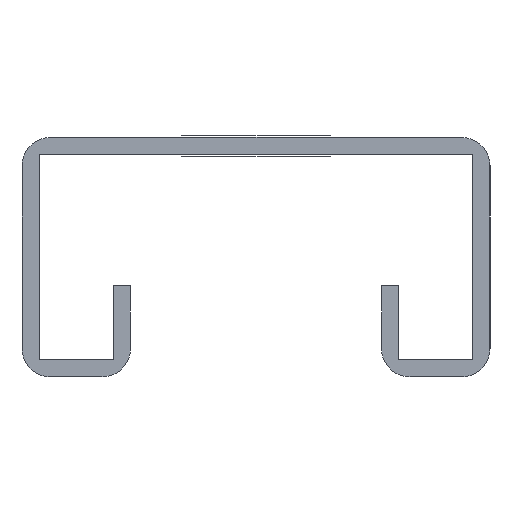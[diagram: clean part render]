
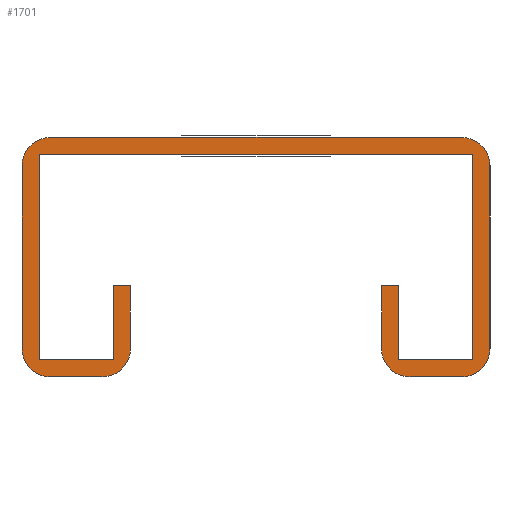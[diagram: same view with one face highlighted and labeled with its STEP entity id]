
A CAD part, left-side view. The second image highlights one B-rep face of the part: STEP entity #1701.
In plain terms, the highlighted planar face has unit normal (-1, 0, 0).
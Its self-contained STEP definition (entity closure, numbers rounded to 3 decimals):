
#125=FACE_OUTER_BOUND('',#177,.T.);
#177=EDGE_LOOP('',(#1374,#1375,#1376,#1377,#1378,#1379,#1380,#1381,#1382,
#1383,#1384,#1385,#1386,#1387,#1388,#1389,#1390,#1391,#1392,#1393,#1394,
#1395));
#227=LINE('',#2370,#449);
#230=LINE('',#2375,#452);
#232=LINE('',#2379,#454);
#234=LINE('',#2383,#456);
#236=LINE('',#2387,#458);
#238=LINE('',#2391,#460);
#240=LINE('',#2395,#462);
#243=LINE('',#2403,#465);
#246=LINE('',#2411,#468);
#250=LINE('',#2421,#472);
#253=LINE('',#2429,#475);
#255=LINE('',#2433,#477);
#257=LINE('',#2437,#479);
#258=LINE('',#2439,#480);
#259=LINE('',#2444,#481);
#260=LINE('',#2447,#482);
#449=VECTOR('',#1891,1.);
#452=VECTOR('',#1896,1.);
#454=VECTOR('',#1900,1.);
#456=VECTOR('',#1904,1.);
#458=VECTOR('',#1908,1.);
#460=VECTOR('',#1912,1.);
#462=VECTOR('',#1916,1.);
#465=VECTOR('',#1925,1.);
#468=VECTOR('',#1934,1.);
#472=VECTOR('',#1944,1.);
#475=VECTOR('',#1953,1.);
#477=VECTOR('',#1957,1.);
#479=VECTOR('',#1961,1.);
#480=VECTOR('',#1964,1.);
#481=VECTOR('',#1969,1.);
#482=VECTOR('',#1972,1.);
#660=CIRCLE('',#1751,2.5);
#661=CIRCLE('',#1754,2.5);
#662=CIRCLE('',#1757,2.5);
#663=CIRCLE('',#1760,2.5);
#664=CIRCLE('',#1766,2.5);
#665=CIRCLE('',#1767,2.5);
#744=VERTEX_POINT('',#2367);
#745=VERTEX_POINT('',#2369);
#746=VERTEX_POINT('',#2373);
#747=VERTEX_POINT('',#2377);
#748=VERTEX_POINT('',#2381);
#749=VERTEX_POINT('',#2385);
#750=VERTEX_POINT('',#2389);
#751=VERTEX_POINT('',#2393);
#752=VERTEX_POINT('',#2397);
#753=VERTEX_POINT('',#2401);
#754=VERTEX_POINT('',#2405);
#755=VERTEX_POINT('',#2409);
#756=VERTEX_POINT('',#2413);
#757=VERTEX_POINT('',#2415);
#758=VERTEX_POINT('',#2419);
#759=VERTEX_POINT('',#2423);
#760=VERTEX_POINT('',#2427);
#761=VERTEX_POINT('',#2431);
#762=VERTEX_POINT('',#2435);
#763=VERTEX_POINT('',#2441);
#764=VERTEX_POINT('',#2443);
#765=VERTEX_POINT('',#2445);
#1013=EDGE_CURVE('',#745,#744,#227,.T.);
#1016=EDGE_CURVE('',#744,#746,#230,.T.);
#1018=EDGE_CURVE('',#746,#747,#232,.T.);
#1020=EDGE_CURVE('',#747,#748,#234,.T.);
#1022=EDGE_CURVE('',#748,#749,#236,.T.);
#1024=EDGE_CURVE('',#750,#749,#238,.T.);
#1026=EDGE_CURVE('',#751,#750,#240,.T.);
#1028=EDGE_CURVE('',#752,#751,#660,.T.);
#1030=EDGE_CURVE('',#753,#752,#243,.T.);
#1032=EDGE_CURVE('',#754,#753,#661,.T.);
#1034=EDGE_CURVE('',#755,#754,#246,.T.);
#1036=EDGE_CURVE('',#756,#757,#662,.T.);
#1039=EDGE_CURVE('',#758,#756,#250,.T.);
#1041=EDGE_CURVE('',#759,#758,#663,.T.);
#1043=EDGE_CURVE('',#760,#759,#253,.T.);
#1045=EDGE_CURVE('',#760,#761,#255,.T.);
#1047=EDGE_CURVE('',#761,#762,#257,.T.);
#1048=EDGE_CURVE('',#762,#745,#258,.T.);
#1049=EDGE_CURVE('',#763,#755,#664,.T.);
#1050=EDGE_CURVE('',#764,#763,#259,.T.);
#1051=EDGE_CURVE('',#765,#764,#665,.T.);
#1052=EDGE_CURVE('',#757,#765,#260,.T.);
#1374=ORIENTED_EDGE('',*,*,#1022,.T.);
#1375=ORIENTED_EDGE('',*,*,#1024,.F.);
#1376=ORIENTED_EDGE('',*,*,#1026,.F.);
#1377=ORIENTED_EDGE('',*,*,#1028,.F.);
#1378=ORIENTED_EDGE('',*,*,#1030,.F.);
#1379=ORIENTED_EDGE('',*,*,#1032,.F.);
#1380=ORIENTED_EDGE('',*,*,#1034,.F.);
#1381=ORIENTED_EDGE('',*,*,#1049,.F.);
#1382=ORIENTED_EDGE('',*,*,#1050,.F.);
#1383=ORIENTED_EDGE('',*,*,#1051,.F.);
#1384=ORIENTED_EDGE('',*,*,#1052,.F.);
#1385=ORIENTED_EDGE('',*,*,#1036,.F.);
#1386=ORIENTED_EDGE('',*,*,#1039,.F.);
#1387=ORIENTED_EDGE('',*,*,#1041,.F.);
#1388=ORIENTED_EDGE('',*,*,#1043,.F.);
#1389=ORIENTED_EDGE('',*,*,#1045,.T.);
#1390=ORIENTED_EDGE('',*,*,#1047,.T.);
#1391=ORIENTED_EDGE('',*,*,#1048,.T.);
#1392=ORIENTED_EDGE('',*,*,#1013,.T.);
#1393=ORIENTED_EDGE('',*,*,#1016,.T.);
#1394=ORIENTED_EDGE('',*,*,#1018,.T.);
#1395=ORIENTED_EDGE('',*,*,#1020,.T.);
#1651=PLANE('',#1765);
#1701=ADVANCED_FACE('',(#125),#1651,.F.);
#1751=AXIS2_PLACEMENT_3D('',#2399,#1920,#1921);
#1754=AXIS2_PLACEMENT_3D('',#2407,#1929,#1930);
#1757=AXIS2_PLACEMENT_3D('',#2416,#1938,#1939);
#1760=AXIS2_PLACEMENT_3D('',#2425,#1948,#1949);
#1765=AXIS2_PLACEMENT_3D('',#2440,#1965,#1966);
#1766=AXIS2_PLACEMENT_3D('',#2442,#1967,#1968);
#1767=AXIS2_PLACEMENT_3D('',#2446,#1970,#1971);
#1891=DIRECTION('',(0.,0.,1.));
#1896=DIRECTION('',(0.,-1.,0.));
#1900=DIRECTION('',(0.,0.,-1.));
#1904=DIRECTION('',(0.,1.,0.));
#1908=DIRECTION('',(0.,0.,1.));
#1912=DIRECTION('',(0.,-1.,0.));
#1916=DIRECTION('',(0.,0.,1.));
#1920=DIRECTION('center_axis',(1.,0.,0.));
#1921=DIRECTION('ref_axis',(0.,0.707,-0.707));
#1925=DIRECTION('',(0.,1.,0.));
#1929=DIRECTION('center_axis',(1.,0.,0.));
#1930=DIRECTION('ref_axis',(0.,-0.707,-0.707));
#1934=DIRECTION('',(0.,0.,-1.));
#1938=DIRECTION('center_axis',(1.,0.,0.));
#1939=DIRECTION('ref_axis',(0.,0.707,-0.707));
#1944=DIRECTION('',(0.,1.,0.));
#1948=DIRECTION('center_axis',(1.,0.,0.));
#1949=DIRECTION('ref_axis',(0.,-0.707,-0.707));
#1953=DIRECTION('',(0.,0.,-1.));
#1957=DIRECTION('',(0.,1.,0.));
#1961=DIRECTION('',(0.,0.,-1.));
#1964=DIRECTION('',(0.,1.,0.));
#1965=DIRECTION('center_axis',(1.,0.,0.));
#1966=DIRECTION('ref_axis',(0.,0.,-1.));
#1967=DIRECTION('center_axis',(1.,0.,0.));
#1968=DIRECTION('ref_axis',(0.,-0.707,0.707));
#1969=DIRECTION('',(0.,-1.,0.));
#1970=DIRECTION('center_axis',(1.,0.,0.));
#1971=DIRECTION('ref_axis',(0.,0.707,0.707));
#1972=DIRECTION('',(0.,0.,1.));
#2367=CARTESIAN_POINT('',(13.05,55.42,18.768));
#2369=CARTESIAN_POINT('',(13.05,55.42,0.768));
#2370=CARTESIAN_POINT('',(13.05,55.42,11.497));
#2373=CARTESIAN_POINT('',(13.05,17.42,18.768));
#2375=CARTESIAN_POINT('',(13.05,27.42,18.768));
#2377=CARTESIAN_POINT('',(13.05,17.42,0.768));
#2379=CARTESIAN_POINT('',(13.05,17.42,11.497));
#2381=CARTESIAN_POINT('',(13.05,23.92,0.768));
#2383=CARTESIAN_POINT('',(13.05,28.545,0.768));
#2385=CARTESIAN_POINT('',(13.05,23.92,7.268));
#2387=CARTESIAN_POINT('',(13.05,23.92,11.497));
#2389=CARTESIAN_POINT('',(13.05,25.42,7.268));
#2391=CARTESIAN_POINT('',(13.05,25.42,7.268));
#2393=CARTESIAN_POINT('',(13.05,25.42,1.768));
#2395=CARTESIAN_POINT('',(13.05,25.42,-0.732));
#2397=CARTESIAN_POINT('',(13.05,22.92,-0.732));
#2399=CARTESIAN_POINT('Origin',(13.05,22.92,1.768));
#2401=CARTESIAN_POINT('',(13.05,18.42,-0.732));
#2403=CARTESIAN_POINT('',(13.05,15.92,-0.732));
#2405=CARTESIAN_POINT('',(13.05,15.92,1.768));
#2407=CARTESIAN_POINT('Origin',(13.05,18.42,1.768));
#2409=CARTESIAN_POINT('',(13.05,15.92,17.768));
#2411=CARTESIAN_POINT('',(13.05,15.92,40.268));
#2413=CARTESIAN_POINT('',(13.05,54.42,-0.732));
#2415=CARTESIAN_POINT('',(13.05,56.92,1.768));
#2416=CARTESIAN_POINT('Origin',(13.05,54.42,1.768));
#2419=CARTESIAN_POINT('',(13.05,49.92,-0.732));
#2421=CARTESIAN_POINT('',(13.05,47.42,-0.732));
#2423=CARTESIAN_POINT('',(13.05,47.42,1.768));
#2425=CARTESIAN_POINT('Origin',(13.05,49.92,1.768));
#2427=CARTESIAN_POINT('',(13.05,47.42,7.268));
#2429=CARTESIAN_POINT('',(13.05,47.42,7.268));
#2431=CARTESIAN_POINT('',(13.05,48.92,7.268));
#2433=CARTESIAN_POINT('',(13.05,49.42,7.268));
#2435=CARTESIAN_POINT('',(13.05,48.92,0.768));
#2437=CARTESIAN_POINT('',(13.05,48.92,11.497));
#2439=CARTESIAN_POINT('',(13.05,44.295,0.768));
#2440=CARTESIAN_POINT('Origin',(13.05,36.42,21.227));
#2441=CARTESIAN_POINT('',(13.05,18.42,20.268));
#2442=CARTESIAN_POINT('Origin',(13.05,18.42,17.768));
#2443=CARTESIAN_POINT('',(13.05,54.42,20.268));
#2444=CARTESIAN_POINT('',(13.05,56.92,20.268));
#2445=CARTESIAN_POINT('',(13.05,56.92,17.768));
#2446=CARTESIAN_POINT('Origin',(13.05,54.42,17.768));
#2447=CARTESIAN_POINT('',(13.05,56.92,-20.732));
